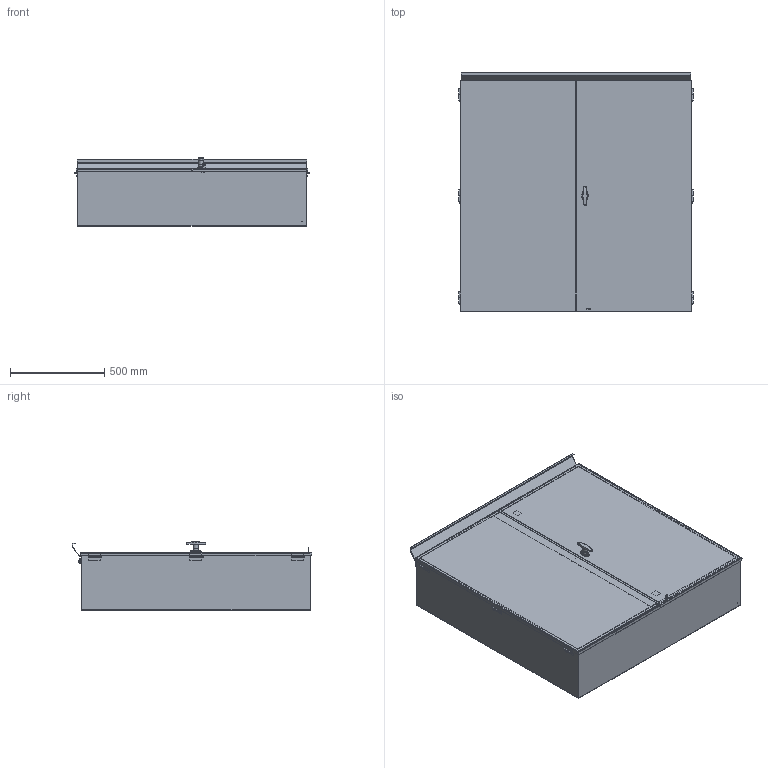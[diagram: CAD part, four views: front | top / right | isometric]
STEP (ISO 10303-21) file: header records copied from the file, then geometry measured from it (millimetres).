
FILE_DESCRIPTION(/* description */ ('CTDD, NEMA 3R, WALL MOUNT, BLR, 48X48X12'),/* implementation_level */ '2;1');
FILE_NAME(/* name */ 'CTDD484812.stp',/* time_stamp */ '2016-06-21T17:07:01-05:00',/* author */ ('jwafer'),/* organization */ (''),/* preprocessor_version */ 'ST-DEVELOPER v16.1',/* originating_system */ 'Autodesk Inventor 2016',/* authorisation */ '');
FILE_SCHEMA (('AUTOMOTIVE_DESIGN { 1 0 10303 214 3 1 1 }'));
Length unit declared in the file: inch
Products named in the file (36): CTDD484812BLR; CTDD4812TOP; CTDD4812BTM; 38822; HC2527; HFW328178; CTDD4848RDR; CTDD4848LDR; CTDD48RABBIT; 3504; 34929; 30221; 30040; 3125; HFW328177TP; HFW328177AX1; HFW328177; HC2526TP; HC2526TL; HC2526; CTDD4848RDRGSK; CTDD4848LDRGSK; CTDD48DKGSK; CTDD48DK; 37237; 3907; 3905; 34932; 31815; 3245HANDLE; 3245BASE; 3245RETAINER; 3245SHAFT; 3245PIN; 3245; CTDD-blrassm
Assembly tree (70 placements, depth 3):
  CTDD-blrassm
    CTDD484812BLR
    CTDD4812TOP
    CTDD4812BTM
    38822  x8
    HC2527  x3
    HFW328178  x3
    CTDD4848RDR
    CTDD4848LDR
    CTDD48RABBIT
    3504
    34929  x2
    30221  x2
    30040  x2
    3125  x2
    HFW328177  x3
      HFW328177TP
      HFW328177AX1
    HC2526  x3
      HC2526TP
      HC2526TL
    CTDD4848RDRGSK
    CTDD4848LDRGSK
    CTDD48DKGSK
    CTDD48DK
    37237  x5
    3907  x5
    3905  x5
    34932  x5
    31815
    3245
      3245HANDLE
      3245BASE
      3245RETAINER
      3245SHAFT
      3245PIN
Bounding box: 1244.59 x 1269.87 x 363.14 mm (x, y, z)
Volume: 12061506.2 mm3; surface area: 10202593.6 mm2
Topology: 71 solids, 71 shells, 1163 faces, 2598 edges, 1604 vertices
Faces by surface type: plane 669, cylinder 242, cone 161, bspline 61, torus 26, sphere 4
Full cylindrical faces by diameter (mm): 2.381 x4, 3.175 x1, 3.556 x1, 4.064 x2, 4.674 x6, 4.978 x7, 5.969 x5, 6.35 x9, 6.604 x5, 6.985 x5, 7.137 x2, 7.144 x16, 7.366 x5, 9.128 x2, 9.525 x12, 11.049 x2, 11.125 x8, 11.735 x8, 15.24 x5, 15.875 x6, 16.272 x1, 16.51 x5, 22.225 x1, 23.812 x1, 24.765 x1
Entity records: 20815 total; most frequent: CARTESIAN_POINT 5501, DIRECTION 3050, ORIENTED_EDGE 2780, EDGE_CURVE 1390, AXIS2_PLACEMENT_3D 1127, VERTEX_POINT 904, EDGE_LOOP 814, LINE 796
